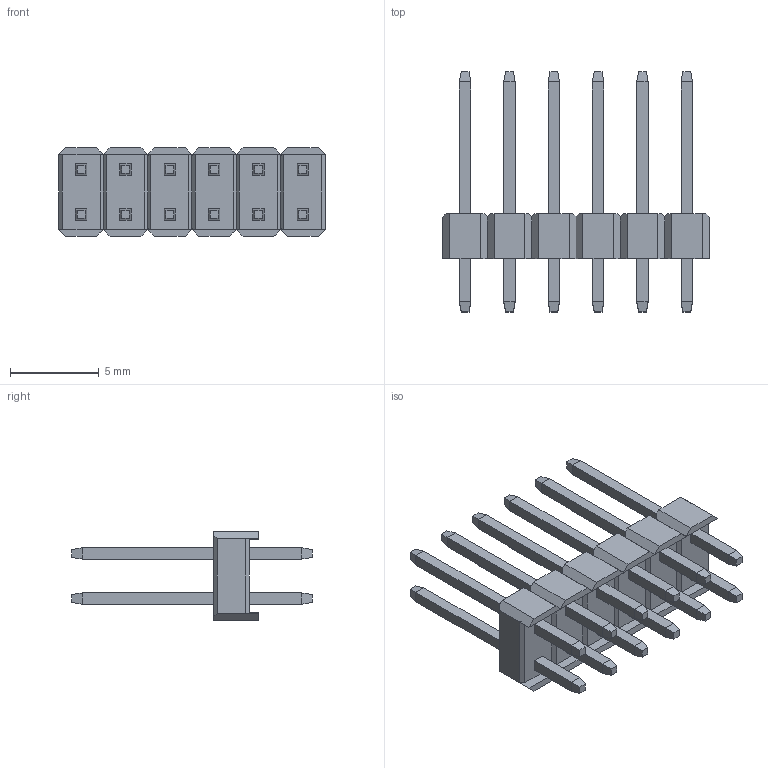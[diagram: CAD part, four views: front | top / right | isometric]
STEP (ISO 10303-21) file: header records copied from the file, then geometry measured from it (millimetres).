
FILE_DESCRIPTION (( 'STEP AP214' ), '1' );
FILE_NAME ('2x6 Male Pin Header.STEP', '2018-11-16T18:28:49', ( 'M.B.I.' ), ( '' ), 'SwSTEP 2.0', '', '' );
FILE_SCHEMA (( 'AUTOMOTIVE_DESIGN' ));
Length unit declared in the file: millimetre
Products named in the file (1): 2x6 Male Pin Header
Bounding box: 15.04 x 13.54 x 5 mm (x, y, z)
Volume: 205.9 mm3; surface area: 737.9 mm2
Topology: 13 solids, 13 shells, 344 faces, 842 edges, 524 vertices
Faces by surface type: plane 344
Entity records: 9940 total; most frequent: CARTESIAN_POINT 1711, ORIENTED_EDGE 1684, DIRECTION 1532, EDGE_CURVE 842, VECTOR 842, LINE 842, VERTEX_POINT 524, EDGE_LOOP 368
